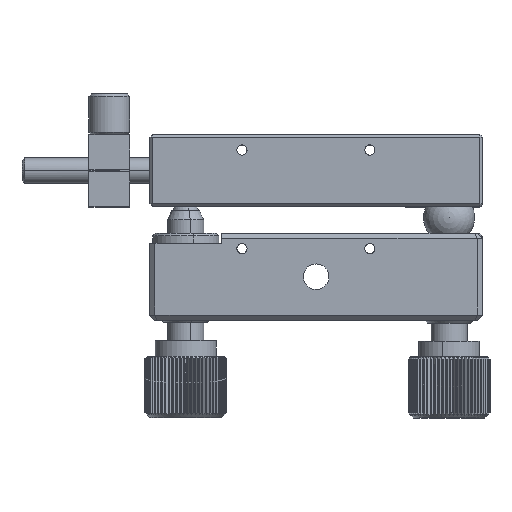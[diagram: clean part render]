
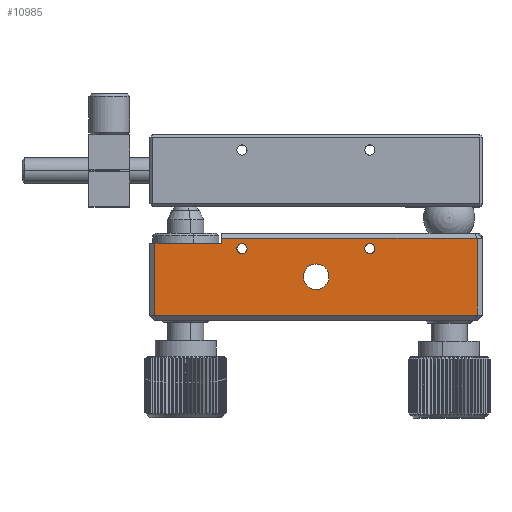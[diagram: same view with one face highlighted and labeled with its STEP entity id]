
A CAD part, top view. The second image highlights one B-rep face of the part: STEP entity #10985.
In plain terms, the highlighted planar face has unit normal (0, 0, 1).
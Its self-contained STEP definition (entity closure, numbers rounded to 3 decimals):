
#397 = AXIS2_PLACEMENT_3D ( 'NONE', #7948, #16286, #17858 ) ;
#533 = CARTESIAN_POINT ( 'NONE',  ( -26.592, 1.822, 97.5 ) ) ;
#1419 = CARTESIAN_POINT ( 'NONE',  ( 8.408, -4.678, 97.5 ) ) ;
#1724 = VERTEX_POINT ( 'NONE', #6573 ) ;
#2309 = PLANE ( 'NONE',  #15591 ) ;
#2349 = LINE ( 'NONE', #6451, #8045 ) ;
#2958 = CARTESIAN_POINT ( 'NONE',  ( -25.592, -12.178, 97.5 ) ) ;
#3436 = EDGE_CURVE ( 'NONE', #16705, #6518, #10195, .T. ) ;
#3821 = CARTESIAN_POINT ( 'NONE',  ( 17.408, 0.822, 97.5 ) ) ;
#3933 = ORIENTED_EDGE ( 'NONE', *, *, #6014, .T. ) ;
#4355 = DIRECTION ( 'NONE',  ( -1., 0., 0. ) ) ;
#4827 = AXIS2_PLACEMENT_3D ( 'NONE', #11935, #10021, #15665 ) ;
#4861 = EDGE_CURVE ( 'NONE', #18239, #14320, #23965, .T. ) ;
#4947 = AXIS2_PLACEMENT_3D ( 'NONE', #22927, #5294, #10708 ) ;
#5107 = LINE ( 'NONE', #11007, #7537 ) ;
#5143 = CARTESIAN_POINT ( 'NONE',  ( 16.408, 0.822, 97.5 ) ) ;
#5179 = VECTOR ( 'NONE', #13460, 1000. ) ;
#5294 = DIRECTION ( 'NONE',  ( 0., 0., -1. ) ) ;
#5332 = DIRECTION ( 'NONE',  ( 1., 0., 0. ) ) ;
#5470 = DIRECTION ( 'NONE',  ( 0., 0., 1. ) ) ;
#5765 = ORIENTED_EDGE ( 'NONE', *, *, #23263, .T. ) ;
#6014 = EDGE_CURVE ( 'NONE', #18239, #15596, #24710, .T. ) ;
#6061 = EDGE_CURVE ( 'NONE', #12271, #13584, #7115, .T. ) ;
#6223 = EDGE_LOOP ( 'NONE', ( #3933, #9355, #5765, #9794, #13089, #20326 ) ) ;
#6327 = DIRECTION ( 'NONE',  ( 1., 0., 0. ) ) ;
#6451 = CARTESIAN_POINT ( 'NONE',  ( 37.408, 3.822, 97.5 ) ) ;
#6518 = VERTEX_POINT ( 'NONE', #15255 ) ;
#6573 = CARTESIAN_POINT ( 'NONE',  ( -9.592, 0.822, 97.5 ) ) ;
#6967 = VECTOR ( 'NONE', #8991, 1000. ) ;
#7069 = CARTESIAN_POINT ( 'NONE',  ( -25.592, 3.822, 97.5 ) ) ;
#7115 = CIRCLE ( 'NONE', #18219, 1. ) ;
#7193 = DIRECTION ( 'NONE',  ( 0., -1., 0. ) ) ;
#7537 = VECTOR ( 'NONE', #18859, 1000. ) ;
#7764 = EDGE_CURVE ( 'NONE', #1724, #19204, #14395, .T. ) ;
#7800 = EDGE_CURVE ( 'NONE', #6518, #16705, #18111, .T. ) ;
#7948 = CARTESIAN_POINT ( 'NONE',  ( -8.592, 0.822, 97.5 ) ) ;
#7970 = ORIENTED_EDGE ( 'NONE', *, *, #7764, .F. ) ;
#8045 = VECTOR ( 'NONE', #19712, 1000. ) ;
#8713 = CARTESIAN_POINT ( 'NONE',  ( 15.408, 0.822, 97.5 ) ) ;
#8905 = DIRECTION ( 'NONE',  ( 1., 0., 0. ) ) ;
#8991 = DIRECTION ( 'NONE',  ( -1., 0., 0. ) ) ;
#9163 = CARTESIAN_POINT ( 'NONE',  ( -12.592, 1.822, 97.5 ) ) ;
#9355 = ORIENTED_EDGE ( 'NONE', *, *, #21403, .T. ) ;
#9794 = ORIENTED_EDGE ( 'NONE', *, *, #15604, .T. ) ;
#10021 = DIRECTION ( 'NONE',  ( 0., 0., -1. ) ) ;
#10195 = CIRCLE ( 'NONE', #4827, 2.5 ) ;
#10708 = DIRECTION ( 'NONE',  ( -1., 0., 0. ) ) ;
#10985 = ADVANCED_FACE ( 'NONE', ( #15679, #12313, #20050, #11944 ), #2309, .F. ) ;
#10997 = CARTESIAN_POINT ( 'NONE',  ( 16.408, 0.822, 97.5 ) ) ;
#11007 = CARTESIAN_POINT ( 'NONE',  ( -26.592, -12.178, 97.5 ) ) ;
#11155 = CARTESIAN_POINT ( 'NONE',  ( -12.592, 3.822, 97.5 ) ) ;
#11205 = VECTOR ( 'NONE', #7193, 1000. ) ;
#11246 = ORIENTED_EDGE ( 'NONE', *, *, #7800, .T. ) ;
#11687 = CARTESIAN_POINT ( 'NONE',  ( -12.592, 2.822, 97.5 ) ) ;
#11935 = CARTESIAN_POINT ( 'NONE',  ( 5.908, -4.678, 97.5 ) ) ;
#11944 = FACE_OUTER_BOUND ( 'NONE', #6223, .T. ) ;
#12271 = VERTEX_POINT ( 'NONE', #8713 ) ;
#12313 = FACE_BOUND ( 'NONE', #16433, .T. ) ;
#12347 = AXIS2_PLACEMENT_3D ( 'NONE', #15186, #20484, #8905 ) ;
#13089 = ORIENTED_EDGE ( 'NONE', *, *, #23870, .T. ) ;
#13268 = CARTESIAN_POINT ( 'NONE',  ( 37.408, -12.178, 97.5 ) ) ;
#13460 = DIRECTION ( 'NONE',  ( 0., -1., 0. ) ) ;
#13584 = VERTEX_POINT ( 'NONE', #3821 ) ;
#13700 = EDGE_CURVE ( 'NONE', #19204, #1724, #17216, .T. ) ;
#13725 = CARTESIAN_POINT ( 'NONE',  ( -25.592, 1.822, 97.5 ) ) ;
#14235 = EDGE_LOOP ( 'NONE', ( #23310, #7970 ) ) ;
#14320 = VERTEX_POINT ( 'NONE', #9163 ) ;
#14395 = CIRCLE ( 'NONE', #12347, 1. ) ;
#14424 = VERTEX_POINT ( 'NONE', #13268 ) ;
#15186 = CARTESIAN_POINT ( 'NONE',  ( -8.592, 0.822, 97.5 ) ) ;
#15255 = CARTESIAN_POINT ( 'NONE',  ( 3.408, -4.678, 97.5 ) ) ;
#15591 = AXIS2_PLACEMENT_3D ( 'NONE', #18000, #20172, #4355 ) ;
#15596 = VERTEX_POINT ( 'NONE', #2958 ) ;
#15604 = EDGE_CURVE ( 'NONE', #23890, #25085, #16841, .T. ) ;
#15665 = DIRECTION ( 'NONE',  ( -1., 0., 0. ) ) ;
#15679 = FACE_BOUND ( 'NONE', #14235, .T. ) ;
#16286 = DIRECTION ( 'NONE',  ( 0., 0., 1. ) ) ;
#16433 = EDGE_LOOP ( 'NONE', ( #24914, #20105 ) ) ;
#16705 = VERTEX_POINT ( 'NONE', #1419 ) ;
#16841 = LINE ( 'NONE', #25087, #6967 ) ;
#17215 = EDGE_LOOP ( 'NONE', ( #11246, #23737 ) ) ;
#17216 = CIRCLE ( 'NONE', #397, 1. ) ;
#17803 = CARTESIAN_POINT ( 'NONE',  ( -7.592, 0.822, 97.5 ) ) ;
#17858 = DIRECTION ( 'NONE',  ( 1., 0., 0. ) ) ;
#18000 = CARTESIAN_POINT ( 'NONE',  ( -26.592, 3.822, 97.5 ) ) ;
#18111 = CIRCLE ( 'NONE', #4947, 2.5 ) ;
#18219 = AXIS2_PLACEMENT_3D ( 'NONE', #5143, #20712, #20955 ) ;
#18239 = VERTEX_POINT ( 'NONE', #13725 ) ;
#18859 = DIRECTION ( 'NONE',  ( 1., 0., 0. ) ) ;
#19204 = VERTEX_POINT ( 'NONE', #17803 ) ;
#19712 = DIRECTION ( 'NONE',  ( 0., 1., 0. ) ) ;
#20050 = FACE_BOUND ( 'NONE', #17215, .T. ) ;
#20105 = ORIENTED_EDGE ( 'NONE', *, *, #6061, .F. ) ;
#20172 = DIRECTION ( 'NONE',  ( 0., 0., -1. ) ) ;
#20326 = ORIENTED_EDGE ( 'NONE', *, *, #4861, .F. ) ;
#20387 = CIRCLE ( 'NONE', #25342, 1. ) ;
#20484 = DIRECTION ( 'NONE',  ( 0., 0., 1. ) ) ;
#20712 = DIRECTION ( 'NONE',  ( 0., 0., 1. ) ) ;
#20955 = DIRECTION ( 'NONE',  ( 1., 0., 0. ) ) ;
#21322 = CARTESIAN_POINT ( 'NONE',  ( 37.408, 2.822, 97.5 ) ) ;
#21403 = EDGE_CURVE ( 'NONE', #15596, #14424, #5107, .T. ) ;
#22181 = VECTOR ( 'NONE', #6327, 1000. ) ;
#22927 = CARTESIAN_POINT ( 'NONE',  ( 5.908, -4.678, 97.5 ) ) ;
#23259 = LINE ( 'NONE', #11155, #5179 ) ;
#23263 = EDGE_CURVE ( 'NONE', #14424, #23890, #2349, .T. ) ;
#23310 = ORIENTED_EDGE ( 'NONE', *, *, #13700, .F. ) ;
#23737 = ORIENTED_EDGE ( 'NONE', *, *, #3436, .T. ) ;
#23870 = EDGE_CURVE ( 'NONE', #25085, #14320, #23259, .T. ) ;
#23890 = VERTEX_POINT ( 'NONE', #21322 ) ;
#23965 = LINE ( 'NONE', #533, #22181 ) ;
#24259 = EDGE_CURVE ( 'NONE', #13584, #12271, #20387, .T. ) ;
#24710 = LINE ( 'NONE', #7069, #11205 ) ;
#24914 = ORIENTED_EDGE ( 'NONE', *, *, #24259, .F. ) ;
#25085 = VERTEX_POINT ( 'NONE', #11687 ) ;
#25087 = CARTESIAN_POINT ( 'NONE',  ( -12.592, 2.822, 97.5 ) ) ;
#25342 = AXIS2_PLACEMENT_3D ( 'NONE', #10997, #5470, #5332 ) ;
